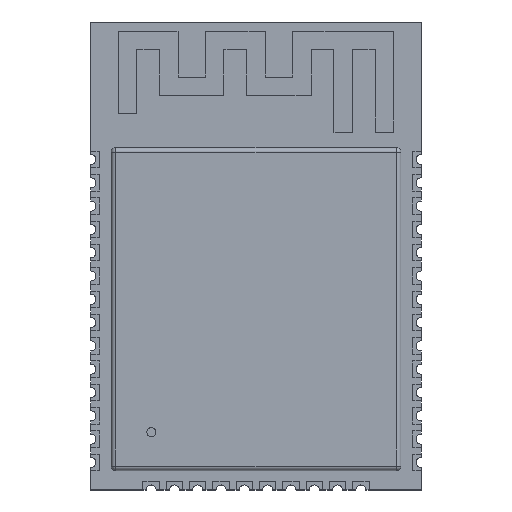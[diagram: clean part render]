
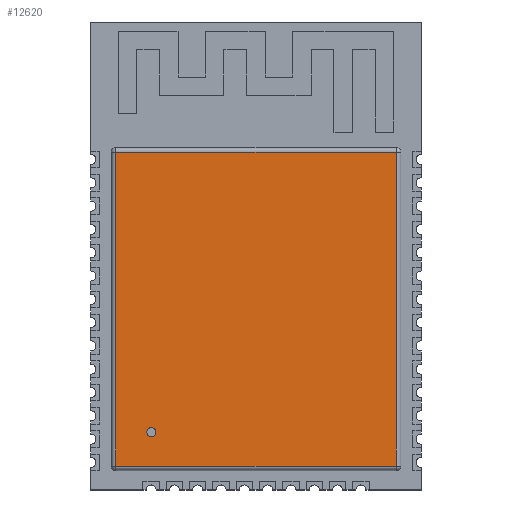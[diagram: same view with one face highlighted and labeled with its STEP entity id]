
A CAD part, top view. The second image highlights one B-rep face of the part: STEP entity #12620.
In plain terms, the highlighted planar face has unit normal (0, 0, 1).
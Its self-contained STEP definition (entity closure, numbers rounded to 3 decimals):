
#12444 = VERTEX_POINT('',#12445);
#12445 = CARTESIAN_POINT('',(-7.65,5.65,3.1));
#12452 = EDGE_CURVE('',#12444,#12453,#12455,.T.);
#12453 = VERTEX_POINT('',#12454);
#12454 = CARTESIAN_POINT('',(7.65,5.65,3.1));
#12455 = LINE('',#12456,#12457);
#12456 = CARTESIAN_POINT('',(-7.9,5.65,3.1));
#12457 = VECTOR('',#12458,1.);
#12458 = DIRECTION('',(1.,0.,0.));
#12620 = ADVANCED_FACE('',(#12621,#12646),#12657,.T.);
#12621 = FACE_BOUND('',#12622,.T.);
#12622 = EDGE_LOOP('',(#12623,#12633,#12639,#12640));
#12623 = ORIENTED_EDGE('',*,*,#12624,.F.);
#12624 = EDGE_CURVE('',#12625,#12627,#12629,.T.);
#12625 = VERTEX_POINT('',#12626);
#12626 = CARTESIAN_POINT('',(7.65,-11.45,3.1));
#12627 = VERTEX_POINT('',#12628);
#12628 = CARTESIAN_POINT('',(-7.65,-11.45,3.1));
#12629 = LINE('',#12630,#12631);
#12630 = CARTESIAN_POINT('',(7.9,-11.45,3.1));
#12631 = VECTOR('',#12632,1.);
#12632 = DIRECTION('',(-1.,0.,0.));
#12633 = ORIENTED_EDGE('',*,*,#12634,.F.);
#12634 = EDGE_CURVE('',#12453,#12625,#12635,.T.);
#12635 = LINE('',#12636,#12637);
#12636 = CARTESIAN_POINT('',(7.65,5.9,3.1));
#12637 = VECTOR('',#12638,1.);
#12638 = DIRECTION('',(0.,-1.,0.));
#12639 = ORIENTED_EDGE('',*,*,#12452,.F.);
#12640 = ORIENTED_EDGE('',*,*,#12641,.F.);
#12641 = EDGE_CURVE('',#12627,#12444,#12642,.T.);
#12642 = LINE('',#12643,#12644);
#12643 = CARTESIAN_POINT('',(-7.65,-11.7,3.1));
#12644 = VECTOR('',#12645,1.);
#12645 = DIRECTION('',(0.,1.,0.));
#12646 = FACE_BOUND('',#12647,.T.);
#12647 = EDGE_LOOP('',(#12648));
#12648 = ORIENTED_EDGE('',*,*,#12649,.F.);
#12649 = EDGE_CURVE('',#12650,#12650,#12652,.T.);
#12650 = VERTEX_POINT('',#12651);
#12651 = CARTESIAN_POINT('',(-5.45,-9.6,3.1));
#12652 = CIRCLE('',#12653,0.25);
#12653 = AXIS2_PLACEMENT_3D('',#12654,#12655,#12656);
#12654 = CARTESIAN_POINT('',(-5.7,-9.6,3.1));
#12655 = DIRECTION('',(0.,0.,1.));
#12656 = DIRECTION('',(1.,0.,0.));
#12657 = PLANE('',#12658);
#12658 = AXIS2_PLACEMENT_3D('',#12659,#12660,#12661);
#12659 = CARTESIAN_POINT('',(0.,-2.9,3.1));
#12660 = DIRECTION('',(0.,0.,1.));
#12661 = DIRECTION('',(1.,0.,0.));
